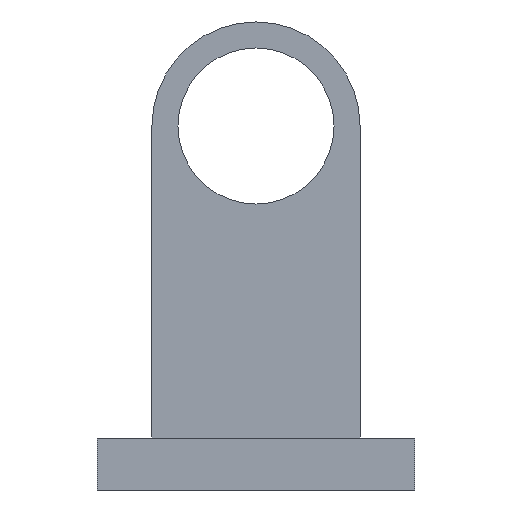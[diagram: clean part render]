
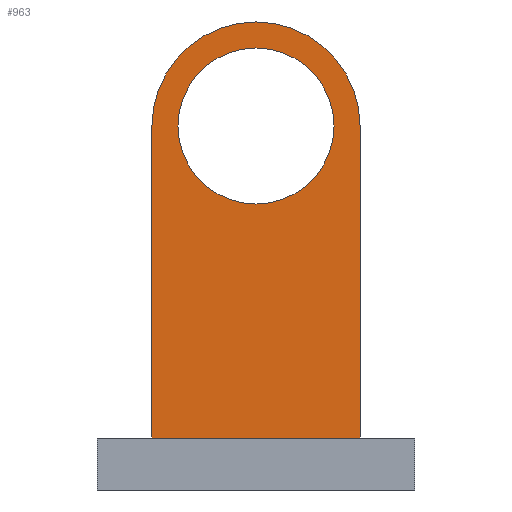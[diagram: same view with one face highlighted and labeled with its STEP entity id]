
A CAD part, front view. The second image highlights one B-rep face of the part: STEP entity #963.
In plain terms, the highlighted planar face has unit normal (0, -1, 0).
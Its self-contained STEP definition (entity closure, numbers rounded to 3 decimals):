
#126 = PLANE('',#127);
#127 = AXIS2_PLACEMENT_3D('',#128,#129,#130);
#128 = CARTESIAN_POINT('',(-30.502,-100.5,5.));
#129 = DIRECTION('',(0.,0.,1.));
#130 = DIRECTION('',(1.,0.,0.));
#338 = VERTEX_POINT('',#339);
#339 = CARTESIAN_POINT('',(-20.002,-38.867,5.));
#353 = PLANE('',#354);
#354 = AXIS2_PLACEMENT_3D('',#355,#356,#357);
#355 = CARTESIAN_POINT('',(-20.002,-21.129,
    -15.002));
#356 = DIRECTION('',(1.,0.,0.));
#357 = DIRECTION('',(0.,-1.,0.));
#394 = VERTEX_POINT('',#395);
#395 = CARTESIAN_POINT('',(20.002,-38.867,5.));
#409 = PLANE('',#410);
#410 = AXIS2_PLACEMENT_3D('',#411,#412,#413);
#411 = CARTESIAN_POINT('',(20.002,-21.129,
    -15.002));
#412 = DIRECTION('',(1.,0.,0.));
#413 = DIRECTION('',(0.,-1.,0.));
#421 = EDGE_CURVE('',#338,#394,#422,.T.);
#422 = SURFACE_CURVE('',#423,(#427,#434),.PCURVE_S1.);
#423 = LINE('',#424,#425);
#424 = CARTESIAN_POINT('',(0.,-38.867,5.));
#425 = VECTOR('',#426,1.);
#426 = DIRECTION('',(1.,0.,0.));
#427 = PCURVE('',#126,#428);
#428 = DEFINITIONAL_REPRESENTATION('',(#429),#433);
#429 = LINE('',#430,#431);
#430 = CARTESIAN_POINT('',(30.502,61.633));
#431 = VECTOR('',#432,1.);
#432 = DIRECTION('',(1.,0.));
#433 = ( GEOMETRIC_REPRESENTATION_CONTEXT(2) 
PARAMETRIC_REPRESENTATION_CONTEXT() REPRESENTATION_CONTEXT('2D SPACE',''
  ) );
#434 = PCURVE('',#435,#440);
#435 = PLANE('',#436);
#436 = AXIS2_PLACEMENT_3D('',#437,#438,#439);
#437 = CARTESIAN_POINT('',(-20.002,-38.867,
    -15.002));
#438 = DIRECTION('',(0.,-1.,0.));
#439 = DIRECTION('',(1.,0.,0.));
#440 = DEFINITIONAL_REPRESENTATION('',(#441),#445);
#441 = LINE('',#442,#443);
#442 = CARTESIAN_POINT('',(20.002,20.002));
#443 = VECTOR('',#444,1.);
#444 = DIRECTION('',(1.,0.));
#445 = ( GEOMETRIC_REPRESENTATION_CONTEXT(2) 
PARAMETRIC_REPRESENTATION_CONTEXT() REPRESENTATION_CONTEXT('2D SPACE',''
  ) );
#891 = EDGE_CURVE('',#338,#892,#894,.T.);
#892 = VERTEX_POINT('',#893);
#893 = CARTESIAN_POINT('',(-20.002,-38.867,
    65.008));
#894 = SURFACE_CURVE('',#895,(#899,#906),.PCURVE_S1.);
#895 = LINE('',#896,#897);
#896 = CARTESIAN_POINT('',(-20.002,-38.867,
    -15.002));
#897 = VECTOR('',#898,1.);
#898 = DIRECTION('',(0.,0.,1.));
#899 = PCURVE('',#353,#900);
#900 = DEFINITIONAL_REPRESENTATION('',(#901),#905);
#901 = LINE('',#902,#903);
#902 = CARTESIAN_POINT('',(17.737,0.));
#903 = VECTOR('',#904,1.);
#904 = DIRECTION('',(0.,-1.));
#905 = ( GEOMETRIC_REPRESENTATION_CONTEXT(2) 
PARAMETRIC_REPRESENTATION_CONTEXT() REPRESENTATION_CONTEXT('2D SPACE',''
  ) );
#906 = PCURVE('',#435,#907);
#907 = DEFINITIONAL_REPRESENTATION('',(#908),#912);
#908 = LINE('',#909,#910);
#909 = CARTESIAN_POINT('',(0.,0.));
#910 = VECTOR('',#911,1.);
#911 = DIRECTION('',(0.,1.));
#912 = ( GEOMETRIC_REPRESENTATION_CONTEXT(2) 
PARAMETRIC_REPRESENTATION_CONTEXT() REPRESENTATION_CONTEXT('2D SPACE',''
  ) );
#952 = CYLINDRICAL_SURFACE('',#953,19.992);
#953 = AXIS2_PLACEMENT_3D('',#954,#955,#956);
#954 = CARTESIAN_POINT('',(-0.01,-21.129,
    65.008));
#955 = DIRECTION('',(0.,-1.,0.));
#956 = DIRECTION('',(-1.,-0.,0.));
#963 = ADVANCED_FACE('',(#964,#1074),#435,.T.);
#964 = FACE_BOUND('',#965,.T.);
#965 = EDGE_LOOP('',(#966,#967,#968,#991,#1020,#1048));
#966 = ORIENTED_EDGE('',*,*,#891,.F.);
#967 = ORIENTED_EDGE('',*,*,#421,.T.);
#968 = ORIENTED_EDGE('',*,*,#969,.T.);
#969 = EDGE_CURVE('',#394,#970,#972,.T.);
#970 = VERTEX_POINT('',#971);
#971 = CARTESIAN_POINT('',(20.002,-38.867,
    65.008));
#972 = SURFACE_CURVE('',#973,(#977,#984),.PCURVE_S1.);
#973 = LINE('',#974,#975);
#974 = CARTESIAN_POINT('',(20.002,-38.867,
    -15.002));
#975 = VECTOR('',#976,1.);
#976 = DIRECTION('',(0.,0.,1.));
#977 = PCURVE('',#435,#978);
#978 = DEFINITIONAL_REPRESENTATION('',(#979),#983);
#979 = LINE('',#980,#981);
#980 = CARTESIAN_POINT('',(40.004,0.));
#981 = VECTOR('',#982,1.);
#982 = DIRECTION('',(0.,1.));
#983 = ( GEOMETRIC_REPRESENTATION_CONTEXT(2) 
PARAMETRIC_REPRESENTATION_CONTEXT() REPRESENTATION_CONTEXT('2D SPACE',''
  ) );
#984 = PCURVE('',#409,#985);
#985 = DEFINITIONAL_REPRESENTATION('',(#986),#990);
#986 = LINE('',#987,#988);
#987 = CARTESIAN_POINT('',(17.737,0.));
#988 = VECTOR('',#989,1.);
#989 = DIRECTION('',(0.,-1.));
#990 = ( GEOMETRIC_REPRESENTATION_CONTEXT(2) 
PARAMETRIC_REPRESENTATION_CONTEXT() REPRESENTATION_CONTEXT('2D SPACE',''
  ) );
#991 = ORIENTED_EDGE('',*,*,#992,.T.);
#992 = EDGE_CURVE('',#970,#993,#995,.T.);
#993 = VERTEX_POINT('',#994);
#994 = CARTESIAN_POINT('',(0.01,-38.867,85.));
#995 = SURFACE_CURVE('',#996,(#1001,#1008),.PCURVE_S1.);
#996 = CIRCLE('',#997,19.992);
#997 = AXIS2_PLACEMENT_3D('',#998,#999,#1000);
#998 = CARTESIAN_POINT('',(0.01,-38.867,
    65.008));
#999 = DIRECTION('',(0.,-1.,0.));
#1000 = DIRECTION('',(0.,-0.,-1.));
#1001 = PCURVE('',#435,#1002);
#1002 = DEFINITIONAL_REPRESENTATION('',(#1003),#1007);
#1003 = CIRCLE('',#1004,19.992);
#1004 = AXIS2_PLACEMENT_2D('',#1005,#1006);
#1005 = CARTESIAN_POINT('',(20.012,80.01));
#1006 = DIRECTION('',(0.,-1.));
#1007 = ( GEOMETRIC_REPRESENTATION_CONTEXT(2) 
PARAMETRIC_REPRESENTATION_CONTEXT() REPRESENTATION_CONTEXT('2D SPACE',''
  ) );
#1008 = PCURVE('',#1009,#1014);
#1009 = CYLINDRICAL_SURFACE('',#1010,19.992);
#1010 = AXIS2_PLACEMENT_3D('',#1011,#1012,#1013);
#1011 = CARTESIAN_POINT('',(0.01,-21.129,
    65.008));
#1012 = DIRECTION('',(0.,-1.,0.));
#1013 = DIRECTION('',(1.,0.,0.));
#1014 = DEFINITIONAL_REPRESENTATION('',(#1015),#1019);
#1015 = LINE('',#1016,#1017);
#1016 = CARTESIAN_POINT('',(-1.571,17.737));
#1017 = VECTOR('',#1018,1.);
#1018 = DIRECTION('',(1.,0.));
#1019 = ( GEOMETRIC_REPRESENTATION_CONTEXT(2) 
PARAMETRIC_REPRESENTATION_CONTEXT() REPRESENTATION_CONTEXT('2D SPACE',''
  ) );
#1020 = ORIENTED_EDGE('',*,*,#1021,.F.);
#1021 = EDGE_CURVE('',#1022,#993,#1024,.T.);
#1022 = VERTEX_POINT('',#1023);
#1023 = CARTESIAN_POINT('',(-0.01,-38.867,85.));
#1024 = SURFACE_CURVE('',#1025,(#1029,#1036),.PCURVE_S1.);
#1025 = LINE('',#1026,#1027);
#1026 = CARTESIAN_POINT('',(-20.002,-38.867,85.));
#1027 = VECTOR('',#1028,1.);
#1028 = DIRECTION('',(1.,0.,0.));
#1029 = PCURVE('',#435,#1030);
#1030 = DEFINITIONAL_REPRESENTATION('',(#1031),#1035);
#1031 = LINE('',#1032,#1033);
#1032 = CARTESIAN_POINT('',(0.,100.002));
#1033 = VECTOR('',#1034,1.);
#1034 = DIRECTION('',(1.,0.));
#1035 = ( GEOMETRIC_REPRESENTATION_CONTEXT(2) 
PARAMETRIC_REPRESENTATION_CONTEXT() REPRESENTATION_CONTEXT('2D SPACE',''
  ) );
#1036 = PCURVE('',#1037,#1042);
#1037 = PLANE('',#1038);
#1038 = AXIS2_PLACEMENT_3D('',#1039,#1040,#1041);
#1039 = CARTESIAN_POINT('',(-20.002,-21.129,85.));
#1040 = DIRECTION('',(0.,0.,1.));
#1041 = DIRECTION('',(0.,-1.,0.));
#1042 = DEFINITIONAL_REPRESENTATION('',(#1043),#1047);
#1043 = LINE('',#1044,#1045);
#1044 = CARTESIAN_POINT('',(17.737,0.));
#1045 = VECTOR('',#1046,1.);
#1046 = DIRECTION('',(0.,1.));
#1047 = ( GEOMETRIC_REPRESENTATION_CONTEXT(2) 
PARAMETRIC_REPRESENTATION_CONTEXT() REPRESENTATION_CONTEXT('2D SPACE',''
  ) );
#1048 = ORIENTED_EDGE('',*,*,#1049,.F.);
#1049 = EDGE_CURVE('',#892,#1022,#1050,.T.);
#1050 = SURFACE_CURVE('',#1051,(#1056,#1067),.PCURVE_S1.);
#1051 = CIRCLE('',#1052,19.992);
#1052 = AXIS2_PLACEMENT_3D('',#1053,#1054,#1055);
#1053 = CARTESIAN_POINT('',(-0.01,-38.867,
    65.008));
#1054 = DIRECTION('',(-0.,1.,0.));
#1055 = DIRECTION('',(0.,0.,-1.));
#1056 = PCURVE('',#435,#1057);
#1057 = DEFINITIONAL_REPRESENTATION('',(#1058),#1066);
#1058 = ( BOUNDED_CURVE() B_SPLINE_CURVE(2,(#1059,#1060,#1061,#1062,
#1063,#1064,#1065),.UNSPECIFIED.,.T.,.F.) B_SPLINE_CURVE_WITH_KNOTS((1,2
    ,2,2,2,1),(-2.094,0.,2.094,4.189,
6.283,8.378),.UNSPECIFIED.) CURVE() 
GEOMETRIC_REPRESENTATION_ITEM() RATIONAL_B_SPLINE_CURVE((1.,0.5,1.,0.5,
1.,0.5,1.)) REPRESENTATION_ITEM('') );
#1059 = CARTESIAN_POINT('',(19.992,60.018));
#1060 = CARTESIAN_POINT('',(-14.635,60.018));
#1061 = CARTESIAN_POINT('',(2.678,90.006));
#1062 = CARTESIAN_POINT('',(19.992,119.994));
#1063 = CARTESIAN_POINT('',(37.306,90.006));
#1064 = CARTESIAN_POINT('',(54.619,60.018));
#1065 = CARTESIAN_POINT('',(19.992,60.018));
#1066 = ( GEOMETRIC_REPRESENTATION_CONTEXT(2) 
PARAMETRIC_REPRESENTATION_CONTEXT() REPRESENTATION_CONTEXT('2D SPACE',''
  ) );
#1067 = PCURVE('',#952,#1068);
#1068 = DEFINITIONAL_REPRESENTATION('',(#1069),#1073);
#1069 = LINE('',#1070,#1071);
#1070 = CARTESIAN_POINT('',(1.571,17.737));
#1071 = VECTOR('',#1072,1.);
#1072 = DIRECTION('',(-1.,0.));
#1073 = ( GEOMETRIC_REPRESENTATION_CONTEXT(2) 
PARAMETRIC_REPRESENTATION_CONTEXT() REPRESENTATION_CONTEXT('2D SPACE',''
  ) );
#1074 = FACE_BOUND('',#1075,.T.);
#1075 = EDGE_LOOP('',(#1076));
#1076 = ORIENTED_EDGE('',*,*,#1077,.T.);
#1077 = EDGE_CURVE('',#1078,#1078,#1080,.T.);
#1078 = VERTEX_POINT('',#1079);
#1079 = CARTESIAN_POINT('',(15.002,-38.867,
    64.998));
#1080 = SURFACE_CURVE('',#1081,(#1086,#1097),.PCURVE_S1.);
#1081 = CIRCLE('',#1082,15.002);
#1082 = AXIS2_PLACEMENT_3D('',#1083,#1084,#1085);
#1083 = CARTESIAN_POINT('',(0.,-38.867,64.998));
#1084 = DIRECTION('',(-0.,1.,0.));
#1085 = DIRECTION('',(1.,0.,0.));
#1086 = PCURVE('',#435,#1087);
#1087 = DEFINITIONAL_REPRESENTATION('',(#1088),#1096);
#1088 = ( BOUNDED_CURVE() B_SPLINE_CURVE(2,(#1089,#1090,#1091,#1092,
#1093,#1094,#1095),.UNSPECIFIED.,.T.,.F.) B_SPLINE_CURVE_WITH_KNOTS((1,2
    ,2,2,2,1),(-2.094,0.,2.094,4.189,
6.283,8.378),.UNSPECIFIED.) CURVE() 
GEOMETRIC_REPRESENTATION_ITEM() RATIONAL_B_SPLINE_CURVE((1.,0.5,1.,0.5,
1.,0.5,1.)) REPRESENTATION_ITEM('') );
#1089 = CARTESIAN_POINT('',(35.004,80.));
#1090 = CARTESIAN_POINT('',(35.004,54.016));
#1091 = CARTESIAN_POINT('',(12.501,67.008));
#1092 = CARTESIAN_POINT('',(-10.002,80.));
#1093 = CARTESIAN_POINT('',(12.501,92.992));
#1094 = CARTESIAN_POINT('',(35.004,105.984));
#1095 = CARTESIAN_POINT('',(35.004,80.));
#1096 = ( GEOMETRIC_REPRESENTATION_CONTEXT(2) 
PARAMETRIC_REPRESENTATION_CONTEXT() REPRESENTATION_CONTEXT('2D SPACE',''
  ) );
#1097 = PCURVE('',#1098,#1103);
#1098 = CYLINDRICAL_SURFACE('',#1099,15.002);
#1099 = AXIS2_PLACEMENT_3D('',#1100,#1101,#1102);
#1100 = CARTESIAN_POINT('',(0.,50.002,64.998));
#1101 = DIRECTION('',(0.,1.,0.));
#1102 = DIRECTION('',(1.,0.,0.));
#1103 = DEFINITIONAL_REPRESENTATION('',(#1104),#1108);
#1104 = LINE('',#1105,#1106);
#1105 = CARTESIAN_POINT('',(-6.283,-88.869));
#1106 = VECTOR('',#1107,1.);
#1107 = DIRECTION('',(1.,-0.));
#1108 = ( GEOMETRIC_REPRESENTATION_CONTEXT(2) 
PARAMETRIC_REPRESENTATION_CONTEXT() REPRESENTATION_CONTEXT('2D SPACE',''
  ) );
